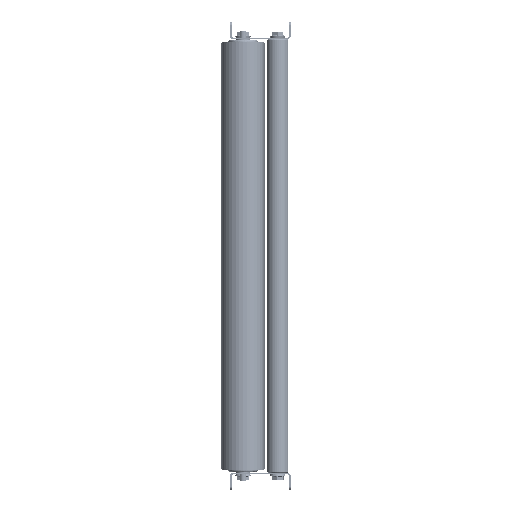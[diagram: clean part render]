
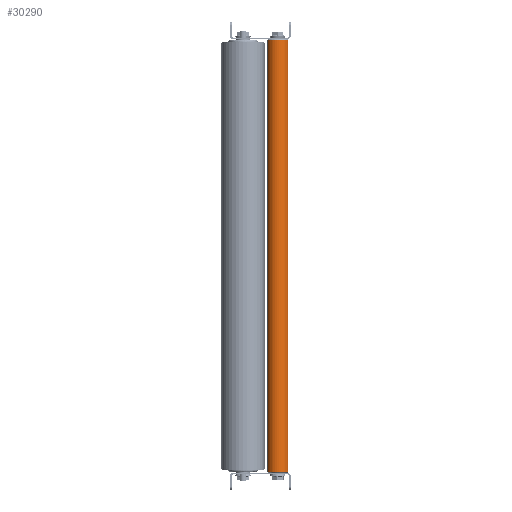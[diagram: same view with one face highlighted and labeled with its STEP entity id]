
A CAD part, left-side view. The second image highlights one B-rep face of the part: STEP entity #30290.
In plain terms, the highlighted cylindrical face has radius 12.5 mm (diameter 25 mm), a partial arc.
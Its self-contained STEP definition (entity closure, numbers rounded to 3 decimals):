
#100 = VERTEX_POINT ( 'NONE', #41538 ) ;
#267 = AXIS2_PLACEMENT_3D ( 'NONE', #10264, #29369, #33123 ) ;
#2809 = FACE_OUTER_BOUND ( 'NONE', #3019, .T. ) ;
#3019 = EDGE_LOOP ( 'NONE', ( #52188, #4606, #18551, #14390 ) ) ;
#4606 = ORIENTED_EDGE ( 'NONE', *, *, #7637, .T. ) ;
#4733 = VERTEX_POINT ( 'NONE', #45466 ) ;
#7637 = EDGE_CURVE ( 'NONE', #100, #10444, #46747, .T. ) ;
#7836 = DIRECTION ( 'NONE',  ( 0., 0., 1. ) ) ;
#7938 = VECTOR ( 'NONE', #14307, 1000. ) ;
#10264 = CARTESIAN_POINT ( 'NONE',  ( 1., 0., 0. ) ) ;
#10444 = VERTEX_POINT ( 'NONE', #25589 ) ;
#11289 = DIRECTION ( 'NONE',  ( -1., 0., 0. ) ) ;
#11369 = CARTESIAN_POINT ( 'NONE',  ( 500., 0., 12.5 ) ) ;
#14307 = DIRECTION ( 'NONE',  ( -1., 0., 0. ) ) ;
#14390 = ORIENTED_EDGE ( 'NONE', *, *, #31590, .F. ) ;
#15815 = AXIS2_PLACEMENT_3D ( 'NONE', #39220, #27511, #19316 ) ;
#18551 = ORIENTED_EDGE ( 'NONE', *, *, #30184, .T. ) ;
#19316 = DIRECTION ( 'NONE',  ( 0., 0., -1. ) ) ;
#23256 = LINE ( 'NONE', #11369, #7938 ) ;
#25589 = CARTESIAN_POINT ( 'NONE',  ( 1., 0., -12.5 ) ) ;
#25703 = CIRCLE ( 'NONE', #267, 12.5 ) ;
#26592 = DIRECTION ( 'NONE',  ( -1., 0., 0. ) ) ;
#27098 = CARTESIAN_POINT ( 'NONE',  ( 500., 0., -12.5 ) ) ;
#27511 = DIRECTION ( 'NONE',  ( -1., 0., 0. ) ) ;
#27628 = CIRCLE ( 'NONE', #15815, 12.5 ) ;
#29369 = DIRECTION ( 'NONE',  ( 1., 0., 0. ) ) ;
#30184 = EDGE_CURVE ( 'NONE', #10444, #39589, #25703, .T. ) ;
#30290 = ADVANCED_FACE ( 'NONE', ( #2809 ), #31925, .T. ) ;
#31406 = CARTESIAN_POINT ( 'NONE',  ( 500., 0., 0. ) ) ;
#31590 = EDGE_CURVE ( 'NONE', #4733, #39589, #23256, .T. ) ;
#31925 = CYLINDRICAL_SURFACE ( 'NONE', #43483, 12.5 ) ;
#33123 = DIRECTION ( 'NONE',  ( 0., 0., -1. ) ) ;
#38320 = EDGE_CURVE ( 'NONE', #4733, #100, #27628, .T. ) ;
#39220 = CARTESIAN_POINT ( 'NONE',  ( 499., 0., 0. ) ) ;
#39589 = VERTEX_POINT ( 'NONE', #42079 ) ;
#41040 = VECTOR ( 'NONE', #26592, 1000. ) ;
#41538 = CARTESIAN_POINT ( 'NONE',  ( 499., 0., -12.5 ) ) ;
#42079 = CARTESIAN_POINT ( 'NONE',  ( 1., 0., 12.5 ) ) ;
#43483 = AXIS2_PLACEMENT_3D ( 'NONE', #31406, #11289, #7836 ) ;
#45466 = CARTESIAN_POINT ( 'NONE',  ( 499., 0., 12.5 ) ) ;
#46747 = LINE ( 'NONE', #27098, #41040 ) ;
#52188 = ORIENTED_EDGE ( 'NONE', *, *, #38320, .T. ) ;
